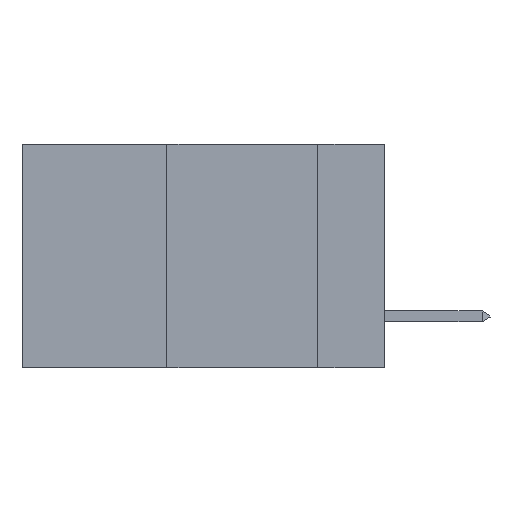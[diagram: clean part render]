
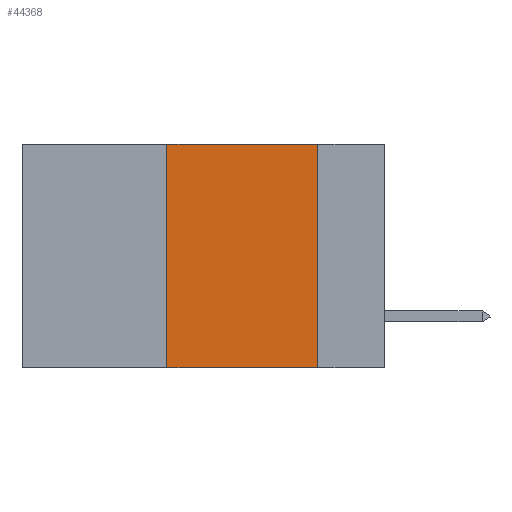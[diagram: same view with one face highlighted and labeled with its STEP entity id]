
A CAD part, left-side view. The second image highlights one B-rep face of the part: STEP entity #44368.
In plain terms, the highlighted planar face has unit normal (-1, 0, 0).
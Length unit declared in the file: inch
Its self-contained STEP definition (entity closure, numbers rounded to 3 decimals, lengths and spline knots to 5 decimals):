
#1465 = CARTESIAN_POINT ( 'NONE',  ( 0., 0.11, 0. ) ) ;
#2478 = EDGE_CURVE ( 'NONE', #20002, #38280, #38307, .T. ) ;
#2528 = CARTESIAN_POINT ( 'NONE',  ( 0., 0.11, -0.37 ) ) ;
#3074 = DIRECTION ( 'NONE',  ( 1., 0., 0. ) ) ;
#3353 = CARTESIAN_POINT ( 'NONE',  ( 0., 0.6, 0. ) ) ;
#5591 = CARTESIAN_POINT ( 'NONE',  ( 0., 0.36, 0. ) ) ;
#6060 = LINE ( 'NONE', #26642, #40698 ) ;
#7267 = LINE ( 'NONE', #10383, #34211 ) ;
#8521 = CARTESIAN_POINT ( 'NONE',  ( 0., 0.6, 0. ) ) ;
#8955 = LINE ( 'NONE', #8521, #17798 ) ;
#9577 = VERTEX_POINT ( 'NONE', #18404 ) ;
#10383 = CARTESIAN_POINT ( 'NONE',  ( 0., 0.6, -0.37 ) ) ;
#10515 = ORIENTED_EDGE ( 'NONE', *, *, #24680, .T. ) ;
#11909 = VECTOR ( 'NONE', #15679, 39.37008 ) ;
#12733 = VERTEX_POINT ( 'NONE', #5591 ) ;
#13723 = DIRECTION ( 'NONE',  ( 0., 0., -1. ) ) ;
#13804 = DIRECTION ( 'NONE',  ( 0., 0., 1. ) ) ;
#13863 = CARTESIAN_POINT ( 'NONE',  ( 0., 0.11, 0. ) ) ;
#15679 = DIRECTION ( 'NONE',  ( 0., 0., -1. ) ) ;
#17798 = VECTOR ( 'NONE', #45117, 39.37008 ) ;
#18404 = CARTESIAN_POINT ( 'NONE',  ( 0., 0.36, -0.37 ) ) ;
#20002 = VERTEX_POINT ( 'NONE', #13863 ) ;
#21446 = DIRECTION ( 'NONE',  ( 0., -1., 0. ) ) ;
#24680 = EDGE_CURVE ( 'NONE', #9577, #38280, #7267, .T. ) ;
#26642 = CARTESIAN_POINT ( 'NONE',  ( 0., 0.36, 0. ) ) ;
#33290 = ORIENTED_EDGE ( 'NONE', *, *, #38798, .F. ) ;
#33550 = ORIENTED_EDGE ( 'NONE', *, *, #2478, .F. ) ;
#33792 = EDGE_CURVE ( 'NONE', #9577, #12733, #6060, .T. ) ;
#34064 = EDGE_LOOP ( 'NONE', ( #33550, #33290, #39266, #10515 ) ) ;
#34211 = VECTOR ( 'NONE', #21446, 39.37008 ) ;
#35042 = FACE_OUTER_BOUND ( 'NONE', #34064, .T. ) ;
#38280 = VERTEX_POINT ( 'NONE', #2528 ) ;
#38307 = LINE ( 'NONE', #1465, #11909 ) ;
#38798 = EDGE_CURVE ( 'NONE', #12733, #20002, #8955, .T. ) ;
#39266 = ORIENTED_EDGE ( 'NONE', *, *, #33792, .F. ) ;
#40698 = VECTOR ( 'NONE', #13804, 39.37008 ) ;
#41954 = PLANE ( 'NONE',  #42887 ) ;
#42887 = AXIS2_PLACEMENT_3D ( 'NONE', #3353, #3074, #13723 ) ;
#44368 = ADVANCED_FACE ( 'NONE', ( #35042 ), #41954, .F. ) ;
#45117 = DIRECTION ( 'NONE',  ( 0., -1., 0. ) ) ;
